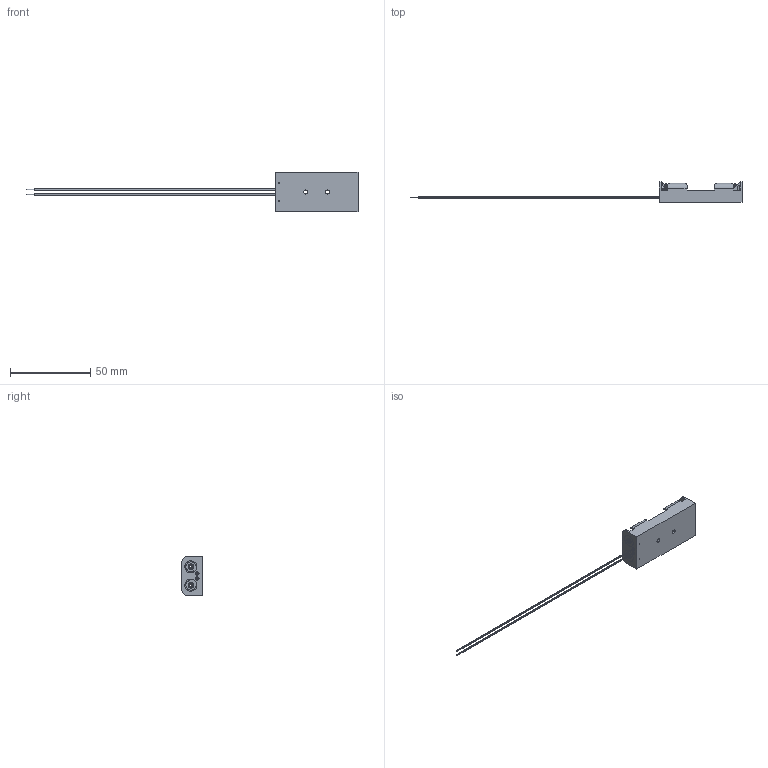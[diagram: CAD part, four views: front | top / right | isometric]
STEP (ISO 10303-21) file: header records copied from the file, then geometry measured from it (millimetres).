
FILE_DESCRIPTION (( 'STEP AP214' ), '1' );
FILE_NAME ('BC2AAAW.STEP', '2019-12-04T07:40:47', ( '' ), ( '' ), 'SwSTEP 2.0', 'SolidWorks 2016', '' );
FILE_SCHEMA (( 'AUTOMOTIVE_DESIGN' ));
Length unit declared in the file: millimetre
Products named in the file (1): BC2AAAW
Bounding box: 206.31 x 12.8 x 24.51 mm (x, y, z)
Volume: 3844 mm3; surface area: 8262.5 mm2
Topology: 10 solids, 10 shells, 352 faces, 844 edges, 546 vertices
Faces by surface type: plane 174, cylinder 124, torus 50, bspline 4
Entity records: 14037 total; most frequent: CARTESIAN_POINT 5403, DIRECTION 1852, ORIENTED_EDGE 1688, EDGE_CURVE 844, AXIS2_PLACEMENT_3D 691, VERTEX_POINT 546, VECTOR 470, LINE 470
